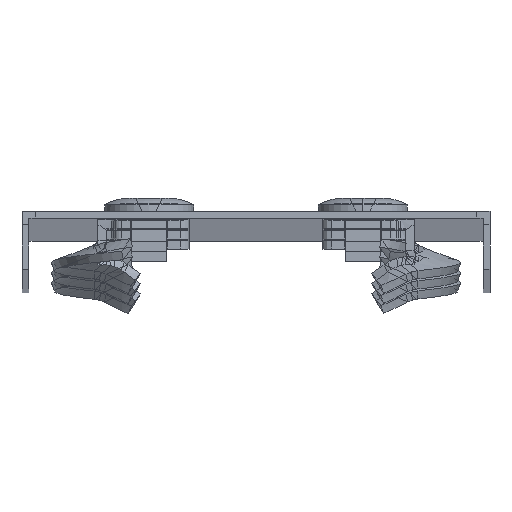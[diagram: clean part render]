
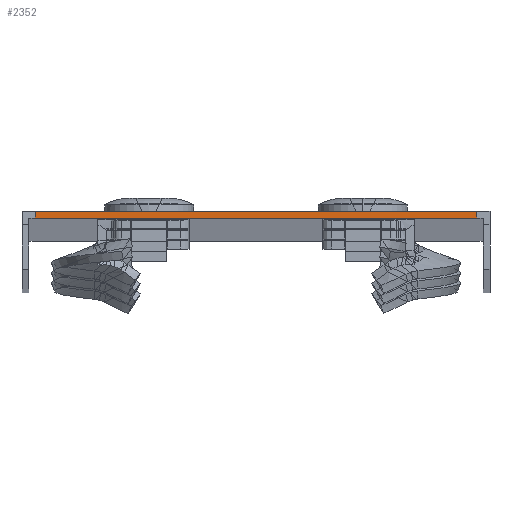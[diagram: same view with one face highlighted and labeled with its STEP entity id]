
A CAD part, top view. The second image highlights one B-rep face of the part: STEP entity #2352.
In plain terms, the highlighted planar face has unit normal (0, 0, 1).
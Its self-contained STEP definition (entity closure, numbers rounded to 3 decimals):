
#4 = DIRECTION ( 'NONE',  ( 0., 1., 0. ) ) ;
#129 = VERTEX_POINT ( 'NONE', #4875 ) ;
#379 = EDGE_CURVE ( 'NONE', #2193, #129, #1359, .T. ) ;
#521 = FACE_OUTER_BOUND ( 'NONE', #2574, .T. ) ;
#922 = CARTESIAN_POINT ( 'NONE',  ( -52.5, 0., 3000. ) ) ;
#960 = EDGE_CURVE ( 'NONE', #129, #3128, #5278, .T. ) ;
#1042 = LINE ( 'NONE', #922, #3574 ) ;
#1187 = VECTOR ( 'NONE', #4, 1000. ) ;
#1269 = ORIENTED_EDGE ( 'NONE', *, *, #2244, .T. ) ;
#1355 = VECTOR ( 'NONE', #3788, 1000. ) ;
#1359 = LINE ( 'NONE', #3244, #5008 ) ;
#1361 = DIRECTION ( 'NONE',  ( 1., 0., 0. ) ) ;
#1468 = ORIENTED_EDGE ( 'NONE', *, *, #2481, .F. ) ;
#1668 = CARTESIAN_POINT ( 'NONE',  ( -51., -3., 3000. ) ) ;
#1723 = VERTEX_POINT ( 'NONE', #2807 ) ;
#1812 = CARTESIAN_POINT ( 'NONE',  ( 49.5, -1.5, 3000. ) ) ;
#2097 = DIRECTION ( 'NONE',  ( 0., 0., 1. ) ) ;
#2163 = CARTESIAN_POINT ( 'NONE',  ( 49.5, -1.5, 3000. ) ) ;
#2193 = VERTEX_POINT ( 'NONE', #4530 ) ;
#2244 = EDGE_CURVE ( 'NONE', #3128, #1723, #4825, .T. ) ;
#2352 = ADVANCED_FACE ( 'NONE', ( #521 ), #3027, .T. ) ;
#2481 = EDGE_CURVE ( 'NONE', #2193, #1723, #1042, .T. ) ;
#2574 = EDGE_LOOP ( 'NONE', ( #1468, #3517, #4848, #1269 ) ) ;
#2807 = CARTESIAN_POINT ( 'NONE',  ( 49.5, 0., 3000. ) ) ;
#2970 = DIRECTION ( 'NONE',  ( 1., 0., 0. ) ) ;
#3027 = PLANE ( 'NONE',  #3704 ) ;
#3128 = VERTEX_POINT ( 'NONE', #1812 ) ;
#3244 = CARTESIAN_POINT ( 'NONE',  ( -49.5, 0., 3000. ) ) ;
#3517 = ORIENTED_EDGE ( 'NONE', *, *, #379, .T. ) ;
#3574 = VECTOR ( 'NONE', #1361, 1000. ) ;
#3704 = AXIS2_PLACEMENT_3D ( 'NONE', #1668, #2097, #2970 ) ;
#3788 = DIRECTION ( 'NONE',  ( 1., 0., 0. ) ) ;
#4530 = CARTESIAN_POINT ( 'NONE',  ( -49.5, 0., 3000. ) ) ;
#4825 = LINE ( 'NONE', #2163, #1187 ) ;
#4848 = ORIENTED_EDGE ( 'NONE', *, *, #960, .T. ) ;
#4875 = CARTESIAN_POINT ( 'NONE',  ( -49.5, -1.5, 3000. ) ) ;
#4911 = DIRECTION ( 'NONE',  ( 0., -1., 0. ) ) ;
#5008 = VECTOR ( 'NONE', #4911, 1000. ) ;
#5278 = LINE ( 'NONE', #5492, #1355 ) ;
#5492 = CARTESIAN_POINT ( 'NONE',  ( -52.5, -1.5, 3000. ) ) ;
